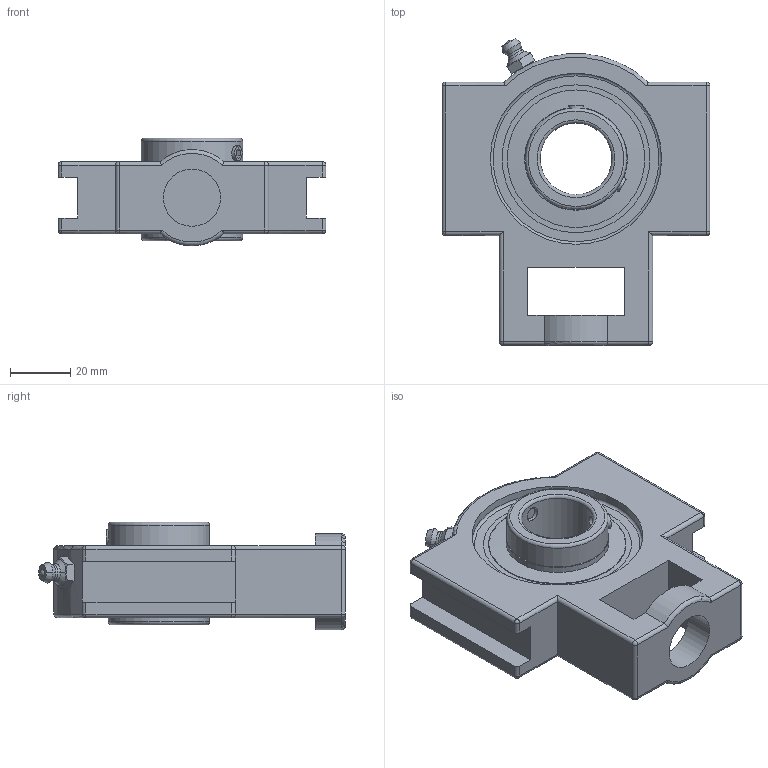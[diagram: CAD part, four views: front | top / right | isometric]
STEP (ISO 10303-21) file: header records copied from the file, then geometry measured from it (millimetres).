
FILE_DESCRIPTION(('HOOPS Exchange Step'),'2;1');
FILE_NAME('export-9E7E5F6B-C4CA-481B-B920-A958AFD014AC.stp','2019-12-18T08:26:32-08:00',('ibuslach'),('Alibre'),'HOOPS Exchange 2019.2','Alibre','Unknown authorisation');
FILE_SCHEMA( ('AP242_MANAGED_MODEL_BASED_3D_ENGINEERING_MIM_LF {1 0 10303 442 1 1 4 }') );
Length unit declared in the file: centimetre
Products named in the file (7): MRN ST 205; UCP ZERK 6mm; SUC 205-16 SHIELD; 205 SS; SUC 205-15 RACES; MRN SUC 205-15; MRN SUCT 205-15
Assembly tree (8 placements, depth 3):
  MRN SUCT 205-15
    MRN ST 205
    UCP ZERK 6mm
    MRN SUC 205-15
      SUC 205-16 SHIELD  x2
      205 SS  x2
      SUC 205-15 RACES
Bounding box: 89 x 101.98 x 35.8 mm (x, y, z)
Volume: 106659.8 mm3; surface area: 41891.5 mm2
Topology: 8 solids, 8 shells, 193 faces, 498 edges, 304 vertices
Faces by surface type: cylinder 68, plane 67, sphere 21, torus 17, cone 16, bspline 4
Full cylindrical faces by diameter (mm): 1.504 x2, 4.917 x4, 6 x2, 19 x1, 23.812 x1, 33.655 x1, 33.68 x2, 34.188 x2, 45.72 x3, 56.878 x2
Entity records: 8462 total; most frequent: CARTESIAN_POINT 4009, DIRECTION 953, ORIENTED_EDGE 870, EDGE_CURVE 435, AXIS2_PLACEMENT_3D 382, VERTEX_POINT 273, EDGE_LOOP 198, FACE_BOUND 198
